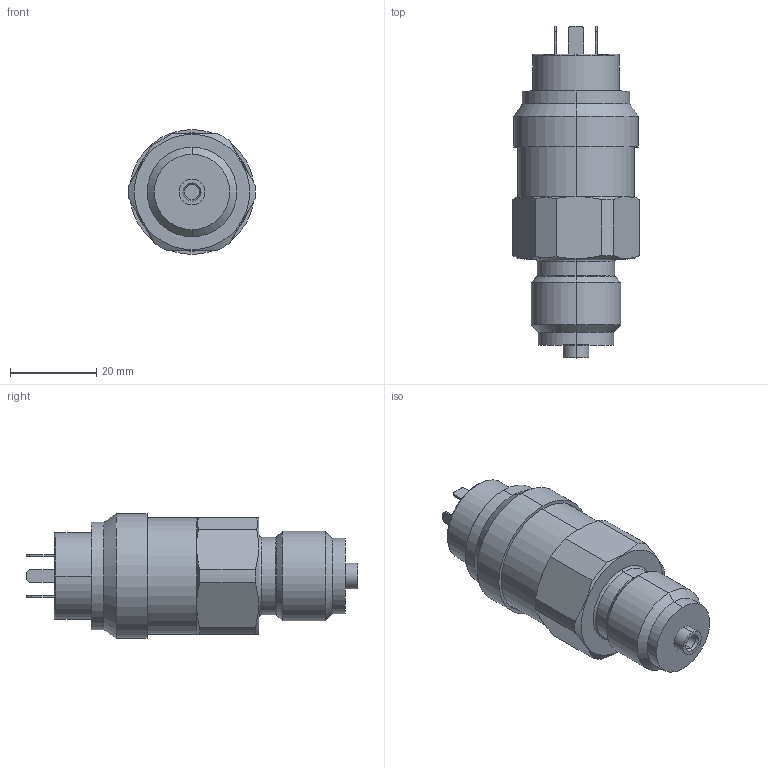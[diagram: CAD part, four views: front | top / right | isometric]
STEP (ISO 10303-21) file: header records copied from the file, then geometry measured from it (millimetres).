
FILE_DESCRIPTION (( 'STEP AP214' ), '1' );
FILE_NAME ('828X.XX.XX.11.01.STEP', '2017-07-03T13:41:15', ( 'upgadmin' ), ( 'Hewlett-Packard Company' ), 'SwSTEP 2.0', 'SolidWorks 2016', '' );
FILE_SCHEMA (( 'AUTOMOTIVE_DESIGN' ));
Length unit declared in the file: millimetre
Products named in the file (7): Mini-DIN; 11_C29321; Bördelmutter_C24031; 828X.XX.XX.11.01; Bördelmutter
Assembly tree (3 placements, depth 2):
  Mini-DIN
  828X.XX.XX.11.01
    11_C29321
    Bördelmutter_C24031
    Mini-DIN
  11_C29321
  Bördelmutter
Bounding box: 29.48 x 77.1 x 29 mm (x, y, z)
Volume: 31570 mm3; surface area: 10680.3 mm2
Topology: 3 solids, 3 shells, 201 faces, 466 edges, 292 vertices
Faces by surface type: plane 79, cylinder 51, cone 26, bspline 23, torus 22
Entity records: 7765 total; most frequent: CARTESIAN_POINT 2605, ORIENTED_EDGE 932, DIRECTION 930, EDGE_CURVE 466, AXIS2_PLACEMENT_3D 347, VERTEX_POINT 292, VECTOR 236, LINE 236
